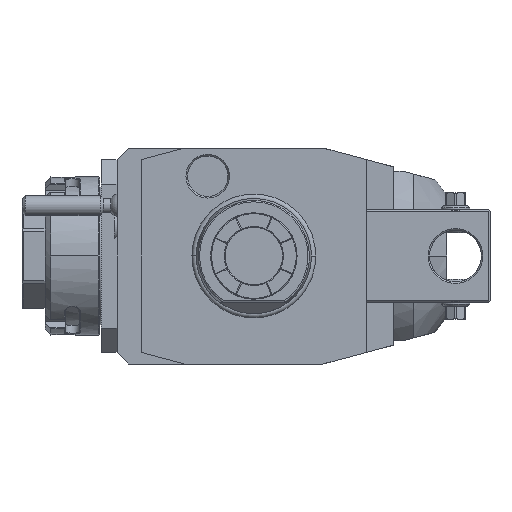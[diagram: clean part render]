
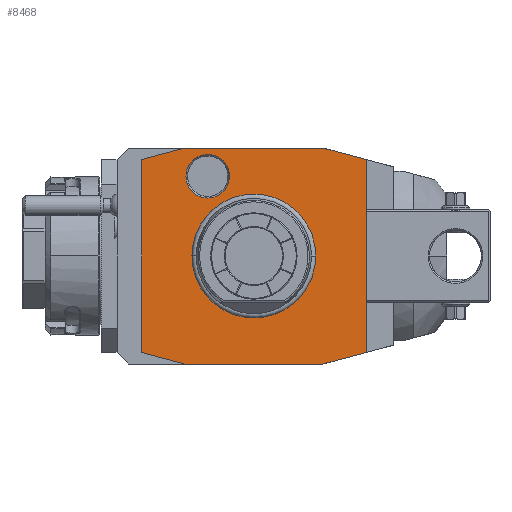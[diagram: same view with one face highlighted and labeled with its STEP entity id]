
A CAD part, front view. The second image highlights one B-rep face of the part: STEP entity #8468.
In plain terms, the highlighted planar face has unit normal (0, -1, 0).
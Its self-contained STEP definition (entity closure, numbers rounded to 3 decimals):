
#1=DIRECTION('',(-1.,0.,0.));
#2=VECTOR('',#1,48.);
#3=CARTESIAN_POINT('',(24.,0.,37.5));
#4=LINE('',#3,#2);
#5=DIRECTION('',(-0.966,0.,0.259));
#6=VECTOR('',#5,15.529);
#7=CARTESIAN_POINT('',(39.,0.,33.481));
#8=LINE('',#7,#6);
#9=DIRECTION('',(0.,0.,1.));
#10=VECTOR('',#9,66.962);
#11=CARTESIAN_POINT('',(39.,0.,-33.481));
#12=LINE('',#11,#10);
#13=DIRECTION('',(0.966,0.,0.259));
#14=VECTOR('',#13,15.529);
#15=CARTESIAN_POINT('',(24.,0.,-37.5));
#16=LINE('',#15,#14);
#17=DIRECTION('',(1.,0.,0.));
#18=VECTOR('',#17,48.);
#19=CARTESIAN_POINT('',(-24.,0.,-37.5));
#20=LINE('',#19,#18);
#21=DIRECTION('',(0.966,0.,-0.259));
#22=VECTOR('',#21,15.529);
#23=CARTESIAN_POINT('',(-39.,0.,-33.481));
#24=LINE('',#23,#22);
#25=DIRECTION('',(0.,0.,-1.));
#26=VECTOR('',#25,66.962);
#27=CARTESIAN_POINT('',(-39.,0.,33.481));
#28=LINE('',#27,#26);
#29=DIRECTION('',(-0.966,0.,-0.259));
#30=VECTOR('',#29,15.529);
#31=CARTESIAN_POINT('',(-24.,0.,37.5));
#32=LINE('',#31,#30);
#33=CARTESIAN_POINT('',(-16.,0.,27.713));
#34=DIRECTION('',(0.,1.,0.));
#35=DIRECTION('',(1.,0.,0.));
#36=AXIS2_PLACEMENT_3D('',#33,#34,#35);
#38=CARTESIAN_POINT('',(-16.,0.,27.713));
#39=DIRECTION('',(0.,1.,0.));
#40=DIRECTION('',(-1.,0.,0.));
#41=AXIS2_PLACEMENT_3D('',#38,#39,#40);
#5267=CARTESIAN_POINT('',(0.,0.,0.));
#5268=DIRECTION('',(0.,1.,0.));
#5269=DIRECTION('',(-1.,0.,0.));
#5270=AXIS2_PLACEMENT_3D('',#5267,#5268,#5269);
#5272=CARTESIAN_POINT('',(0.,0.,0.));
#5273=DIRECTION('',(0.,1.,0.));
#5274=DIRECTION('',(1.,0.,0.));
#5275=AXIS2_PLACEMENT_3D('',#5272,#5273,#5274);
#7458=CARTESIAN_POINT('',(-8.423,0.,27.713));
#7459=CARTESIAN_POINT('',(-23.577,0.,27.713));
#7460=VERTEX_POINT('',#7458);
#7461=VERTEX_POINT('',#7459);
#8287=CARTESIAN_POINT('',(24.,0.,37.5));
#8288=CARTESIAN_POINT('',(-24.,0.,37.5));
#8289=VERTEX_POINT('',#8287);
#8290=VERTEX_POINT('',#8288);
#8291=CARTESIAN_POINT('',(39.,0.,-33.481));
#8292=CARTESIAN_POINT('',(39.,0.,33.481));
#8293=VERTEX_POINT('',#8291);
#8294=VERTEX_POINT('',#8292);
#8295=CARTESIAN_POINT('',(-39.,0.,-33.481));
#8296=CARTESIAN_POINT('',(-24.,0.,-37.5));
#8297=VERTEX_POINT('',#8295);
#8298=VERTEX_POINT('',#8296);
#8299=CARTESIAN_POINT('',(-39.,0.,33.481));
#8300=VERTEX_POINT('',#8299);
#8325=CARTESIAN_POINT('',(24.,0.,-37.5));
#8326=VERTEX_POINT('',#8325);
#8339=CARTESIAN_POINT('',(-21.137,0.,0.));
#8340=CARTESIAN_POINT('',(21.137,0.,0.));
#8341=VERTEX_POINT('',#8339);
#8342=VERTEX_POINT('',#8340);
#8433=CARTESIAN_POINT('',(0.,0.,0.));
#8434=DIRECTION('',(0.,-1.,0.));
#8435=DIRECTION('',(-1.,0.,0.));
#8436=AXIS2_PLACEMENT_3D('',#8433,#8434,#8435);
#8437=PLANE('',#8436);
#8439=ORIENTED_EDGE('',*,*,#8438,.F.);
#8441=ORIENTED_EDGE('',*,*,#8440,.F.);
#8443=ORIENTED_EDGE('',*,*,#8442,.F.);
#8445=ORIENTED_EDGE('',*,*,#8444,.F.);
#8447=ORIENTED_EDGE('',*,*,#8446,.F.);
#8449=ORIENTED_EDGE('',*,*,#8448,.F.);
#8451=ORIENTED_EDGE('',*,*,#8450,.F.);
#8453=ORIENTED_EDGE('',*,*,#8452,.F.);
#8454=EDGE_LOOP('',(#8439,#8441,#8443,#8445,#8447,#8449,#8451,#8453));
#8455=FACE_OUTER_BOUND('',#8454,.F.);
#8457=ORIENTED_EDGE('',*,*,#8456,.F.);
#8459=ORIENTED_EDGE('',*,*,#8458,.F.);
#8460=EDGE_LOOP('',(#8457,#8459));
#8461=FACE_BOUND('',#8460,.F.);
#8463=ORIENTED_EDGE('',*,*,#8462,.F.);
#8465=ORIENTED_EDGE('',*,*,#8464,.F.);
#8466=EDGE_LOOP('',(#8463,#8465));
#8467=FACE_BOUND('',#8466,.F.);
#37=CIRCLE('',#36,7.577);
#42=CIRCLE('',#41,7.577);
#5271=CIRCLE('',#5270,21.137);
#5276=CIRCLE('',#5275,21.137);
#8438=EDGE_CURVE('',#8289,#8290,#4,.T.);
#8440=EDGE_CURVE('',#8294,#8289,#8,.T.);
#8442=EDGE_CURVE('',#8293,#8294,#12,.T.);
#8444=EDGE_CURVE('',#8326,#8293,#16,.T.);
#8446=EDGE_CURVE('',#8298,#8326,#20,.T.);
#8448=EDGE_CURVE('',#8297,#8298,#24,.T.);
#8450=EDGE_CURVE('',#8300,#8297,#28,.T.);
#8452=EDGE_CURVE('',#8290,#8300,#32,.T.);
#8456=EDGE_CURVE('',#8341,#8342,#5271,.T.);
#8458=EDGE_CURVE('',#8342,#8341,#5276,.T.);
#8462=EDGE_CURVE('',#7460,#7461,#37,.T.);
#8464=EDGE_CURVE('',#7461,#7460,#42,.T.);
#8468=ADVANCED_FACE('',(#8455,#8461,#8467),#8437,.T.);
